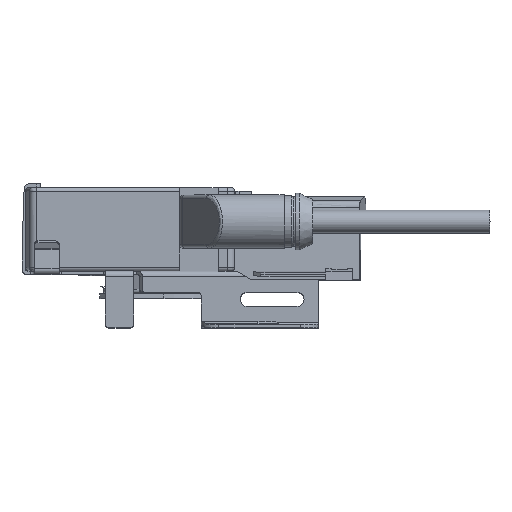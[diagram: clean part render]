
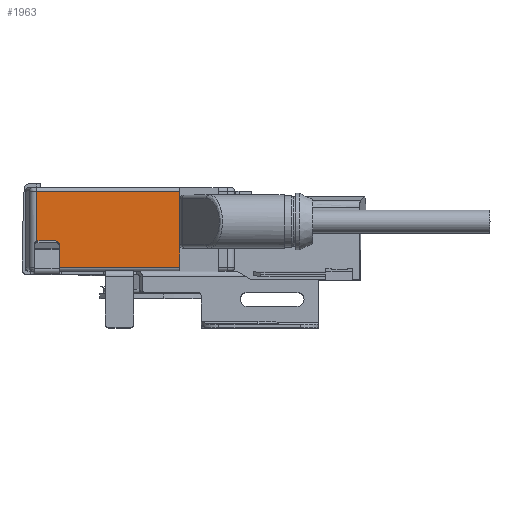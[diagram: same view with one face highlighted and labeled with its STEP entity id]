
A CAD part, top view. The second image highlights one B-rep face of the part: STEP entity #1963.
In plain terms, the highlighted planar face has unit normal (0, 0, 1).
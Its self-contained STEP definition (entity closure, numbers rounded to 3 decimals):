
#1813=B_SPLINE_CURVE_WITH_KNOTS('',3,(#14188,#14189,#14190,#14191),.UNSPECIFIED.,
 .F.,.F.,(4,4),(0.,1.),.UNSPECIFIED.);
#1814=B_SPLINE_CURVE_WITH_KNOTS('',3,(#14203,#14204,#14205,#14206),.UNSPECIFIED.,
 .F.,.F.,(4,4),(0.,1.),.UNSPECIFIED.);
#1963=ADVANCED_FACE('',(#2676),#2437,.T.);
#2437=PLANE('',#10545);
#2676=FACE_OUTER_BOUND('',#3112,.T.);
#3112=EDGE_LOOP('',(#4123,#4124,#4125,#4126,#4127,#4128,#4129,#4130,#4131,
#4132));
#4123=ORIENTED_EDGE('',*,*,#7619,.F.);
#4124=ORIENTED_EDGE('',*,*,#7620,.T.);
#4125=ORIENTED_EDGE('',*,*,#7621,.T.);
#4126=ORIENTED_EDGE('',*,*,#7622,.F.);
#4127=ORIENTED_EDGE('',*,*,#7623,.F.);
#4128=ORIENTED_EDGE('',*,*,#7624,.F.);
#4129=ORIENTED_EDGE('',*,*,#7625,.F.);
#4130=ORIENTED_EDGE('',*,*,#7626,.F.);
#4131=ORIENTED_EDGE('',*,*,#7627,.T.);
#4132=ORIENTED_EDGE('',*,*,#7628,.F.);
#6759=VERTEX_POINT('',#14184);
#6760=VERTEX_POINT('',#14185);
#6761=VERTEX_POINT('',#14187);
#6762=VERTEX_POINT('',#14192);
#6763=VERTEX_POINT('',#14194);
#6764=VERTEX_POINT('',#14196);
#6765=VERTEX_POINT('',#14198);
#6766=VERTEX_POINT('',#14200);
#6767=VERTEX_POINT('',#14202);
#6768=VERTEX_POINT('',#14207);
#7619=EDGE_CURVE('',#6759,#6760,#8906,.T.);
#7620=EDGE_CURVE('',#6759,#6761,#8907,.T.);
#7621=EDGE_CURVE('',#6761,#6762,#1813,.T.);
#7622=EDGE_CURVE('',#6763,#6762,#8908,.T.);
#7623=EDGE_CURVE('',#6764,#6763,#8909,.T.);
#7624=EDGE_CURVE('',#6765,#6764,#8910,.T.);
#7625=EDGE_CURVE('',#6766,#6765,#8911,.T.);
#7626=EDGE_CURVE('',#6767,#6766,#8912,.T.);
#7627=EDGE_CURVE('',#6767,#6768,#1814,.T.);
#7628=EDGE_CURVE('',#6760,#6768,#8913,.T.);
#8906=LINE('',#14183,#9743);
#8907=LINE('',#14186,#9744);
#8908=LINE('',#14193,#9745);
#8909=LINE('',#14195,#9746);
#8910=LINE('',#14197,#9747);
#8911=LINE('',#14199,#9748);
#8912=LINE('',#14201,#9749);
#8913=LINE('',#14208,#9750);
#9743=VECTOR('',#11528,1.);
#9744=VECTOR('',#11529,1.);
#9745=VECTOR('',#11530,1.);
#9746=VECTOR('',#11531,1.);
#9747=VECTOR('',#11532,1.);
#9748=VECTOR('',#11533,1.);
#9749=VECTOR('',#11534,1.);
#9750=VECTOR('',#11535,1.);
#10545=AXIS2_PLACEMENT_3D('',#14209,#11536,#11537);
#11528=DIRECTION('',(0.,1.,0.));
#11529=DIRECTION('',(-1.,0.,0.));
#11530=DIRECTION('',(-1.,0.,0.));
#11531=DIRECTION('',(0.,-1.,0.));
#11532=DIRECTION('',(0.,-1.,0.));
#11533=DIRECTION('',(0.,-1.,0.));
#11534=DIRECTION('',(1.,0.,0.));
#11535=DIRECTION('',(-1.,0.,0.));
#11536=DIRECTION('',(0.,0.,1.));
#11537=DIRECTION('',(1.,0.,0.));
#14183=CARTESIAN_POINT('',(-43.886,65.35,37.986));
#14184=CARTESIAN_POINT('',(-43.886,46.852,37.986));
#14185=CARTESIAN_POINT('',(-43.886,48.29,37.986));
#14186=CARTESIAN_POINT('',(3.538,46.852,37.986));
#14187=CARTESIAN_POINT('',(-50.392,46.852,37.986));
#14188=CARTESIAN_POINT('',(-50.392,46.852,37.986));
#14189=CARTESIAN_POINT('',(-50.392,45.518,37.986));
#14190=CARTESIAN_POINT('',(-50.392,44.184,37.986));
#14191=CARTESIAN_POINT('',(-50.392,42.85,37.986));
#14192=CARTESIAN_POINT('',(-50.392,42.85,37.986));
#14193=CARTESIAN_POINT('',(3.538,42.85,37.986));
#14194=CARTESIAN_POINT('',(-9.906,42.85,37.986));
#14195=CARTESIAN_POINT('',(-9.906,80.747,37.986));
#14196=CARTESIAN_POINT('',(-9.906,49.247,37.986));
#14197=CARTESIAN_POINT('',(-9.906,80.747,37.986));
#14198=CARTESIAN_POINT('',(-9.906,62.247,37.986));
#14199=CARTESIAN_POINT('',(-9.906,80.747,37.986));
#14200=CARTESIAN_POINT('',(-9.906,64.35,37.986));
#14201=CARTESIAN_POINT('',(-50.392,64.35,37.986));
#14202=CARTESIAN_POINT('',(-50.392,64.35,37.986));
#14203=CARTESIAN_POINT('',(-50.392,64.35,37.986));
#14204=CARTESIAN_POINT('',(-50.392,58.997,37.986));
#14205=CARTESIAN_POINT('',(-50.392,53.644,37.986));
#14206=CARTESIAN_POINT('',(-50.392,48.29,37.986));
#14207=CARTESIAN_POINT('',(-50.392,48.29,37.986));
#14208=CARTESIAN_POINT('',(-50.886,48.29,37.986));
#14209=CARTESIAN_POINT('',(3.538,65.35,37.986));
